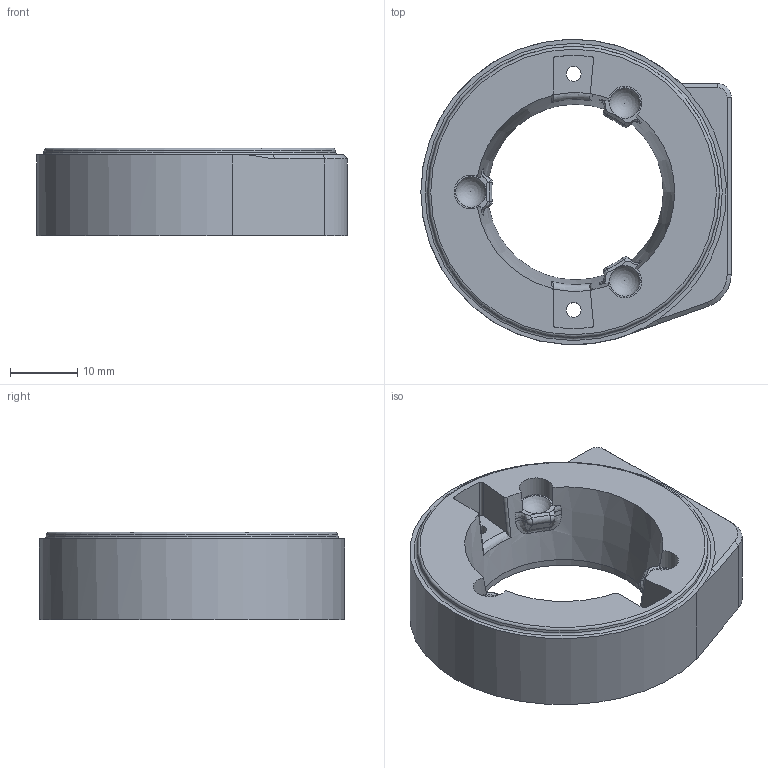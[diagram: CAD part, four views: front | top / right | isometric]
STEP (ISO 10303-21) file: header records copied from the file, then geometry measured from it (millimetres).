
FILE_DESCRIPTION(/* description */ (''),/* implementation_level */ '2;1');
FILE_NAME(/* name */ 'levels-trackball-carrier-right.step',/* time_stamp */ '2025-09-18T20:14:56-05:00',/* author */ (''),/* organization */ (''),/* preprocessor_version */ 'ST-DEVELOPER v20.1',/* originating_system */ 'Autodesk Translation Framework v14.17.0.0',/* authorisation */ '');
FILE_SCHEMA (('AUTOMOTIVE_DESIGN { 1 0 10303 214 3 1 1 }'));
Length unit declared in the file: millimetre
Products named in the file (3): LevelsGrande; Carrier; Bearing
Assembly tree (2 placements, depth 3):
  LevelsGrande
    Carrier
      Bearing
Bounding box: 46.01 x 45.25 x 13 mm (x, y, z)
Volume: 13629.7 mm3; surface area: 5562 mm2
Topology: 1 solids, 1 shells, 102 faces, 269 edges, 170 vertices
Faces by surface type: bspline 37, plane 23, cylinder 15, cone 11, sphere 9, torus 7
Full cylindrical faces by diameter (mm): 2.2 x2, 26.051 x1
Entity records: 4340 total; most frequent: CARTESIAN_POINT 1968, ORIENTED_EDGE 532, DIRECTION 397, EDGE_CURVE 266, AXIS2_PLACEMENT_3D 178, VERTEX_POINT 170, B_SPLINE_CURVE_WITH_KNOTS 115, EDGE_LOOP 112
